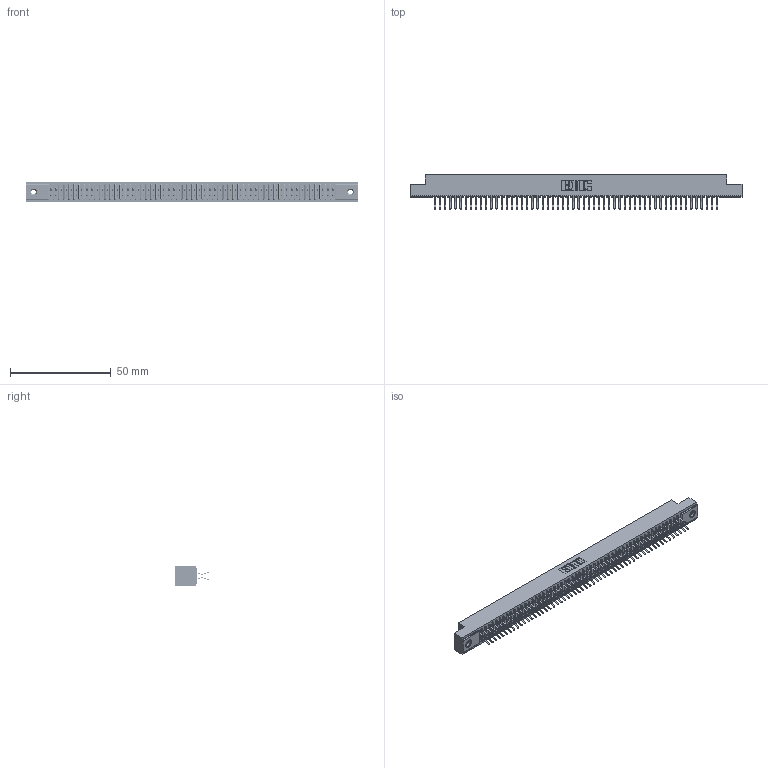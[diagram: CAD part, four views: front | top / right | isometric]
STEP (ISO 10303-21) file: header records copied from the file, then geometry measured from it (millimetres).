
FILE_DESCRIPTION (( 'STEP AP203' ), '1' );
FILE_NAME ('341-112-556-208.STEP', '2018-08-08T13:17:50', ( '' ), ( '' ), 'SwSTEP 2.0', 'SolidWorks 2016', '' );
FILE_SCHEMA (( 'CONFIG_CONTROL_DESIGN' ));
Length unit declared in the file: inch
Products named in the file (4): 341 Part_.156 (3.96) Dia Mounting Holes; 341-292-001_341-292-156; 345-250-001_345-250-003-102; 341-112-556-208
Assembly tree (115 placements, depth 2):
  341-112-556-208
    341 Part_.156 (3.96) Dia Mounting Holes
    341-292-001_341-292-156  x112
    345-250-001_345-250-003-102  x2
Bounding box: 164.47 x 17.07 x 10.16 mm (x, y, z)
Volume: 12186.4 mm3; surface area: 22360.9 mm2
Topology: 115 solids, 115 shells, 8016 faces, 23244 edges, 15074 vertices
Faces by surface type: plane 4580, cylinder 3196, sphere 114, torus 114, cone 12
Entity records: 67232 total; most frequent: CARTESIAN_POINT 11159, ORIENTED_EDGE 11084, DIRECTION 10834, EDGE_CURVE 5542, VECTOR 4484, LINE 4484, VERTEX_POINT 3500, AXIS2_PLACEMENT_3D 3175
